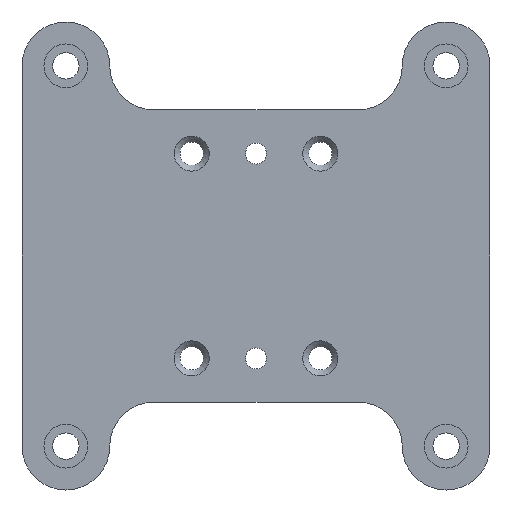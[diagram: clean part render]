
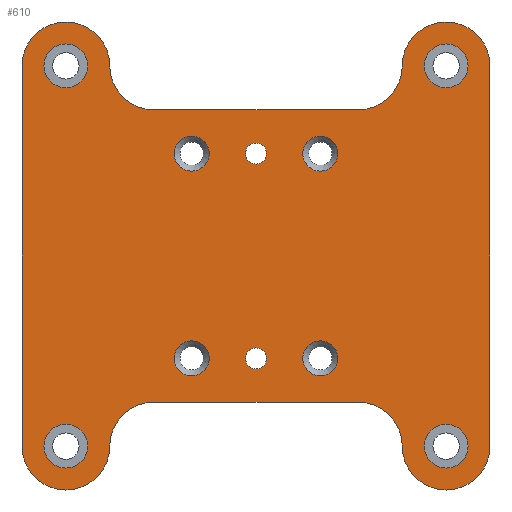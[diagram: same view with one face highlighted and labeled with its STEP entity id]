
A CAD part, left-side view. The second image highlights one B-rep face of the part: STEP entity #610.
In plain terms, the highlighted planar face has unit normal (-1, 0, 0).
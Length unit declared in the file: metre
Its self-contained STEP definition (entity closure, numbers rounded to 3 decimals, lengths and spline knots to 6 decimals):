
#20=PLANE('',#691);
#31=LINE('',#990,#51);
#36=LINE('',#1008,#56);
#41=LINE('',#1026,#61);
#46=LINE('',#1044,#66);
#51=VECTOR('',#792,1.);
#56=VECTOR('',#811,1.);
#61=VECTOR('',#830,1.);
#66=VECTOR('',#849,1.);
#128=ORIENTED_EDGE('',*,*,#260,.T.);
#129=ORIENTED_EDGE('',*,*,#261,.T.);
#130=ORIENTED_EDGE('',*,*,#262,.T.);
#131=ORIENTED_EDGE('',*,*,#263,.T.);
#132=ORIENTED_EDGE('',*,*,#264,.F.);
#133=ORIENTED_EDGE('',*,*,#265,.F.);
#134=ORIENTED_EDGE('',*,*,#266,.F.);
#135=ORIENTED_EDGE('',*,*,#267,.F.);
#136=ORIENTED_EDGE('',*,*,#224,.T.);
#137=ORIENTED_EDGE('',*,*,#258,.T.);
#138=ORIENTED_EDGE('',*,*,#255,.T.);
#139=ORIENTED_EDGE('',*,*,#252,.F.);
#140=ORIENTED_EDGE('',*,*,#249,.T.);
#141=ORIENTED_EDGE('',*,*,#246,.F.);
#142=ORIENTED_EDGE('',*,*,#243,.T.);
#143=ORIENTED_EDGE('',*,*,#240,.T.);
#144=ORIENTED_EDGE('',*,*,#237,.T.);
#145=ORIENTED_EDGE('',*,*,#234,.F.);
#146=ORIENTED_EDGE('',*,*,#231,.F.);
#147=ORIENTED_EDGE('',*,*,#228,.F.);
#148=ORIENTED_EDGE('',*,*,#220,.T.);
#149=ORIENTED_EDGE('',*,*,#222,.T.);
#220=EDGE_CURVE('',#292,#292,#352,.T.);
#222=EDGE_CURVE('',#294,#294,#354,.T.);
#224=EDGE_CURVE('',#296,#297,#356,.T.);
#228=EDGE_CURVE('',#296,#300,#358,.T.);
#231=EDGE_CURVE('',#300,#302,#31,.T.);
#234=EDGE_CURVE('',#302,#304,#360,.T.);
#237=EDGE_CURVE('',#306,#304,#362,.T.);
#240=EDGE_CURVE('',#308,#306,#36,.T.);
#243=EDGE_CURVE('',#310,#308,#364,.T.);
#246=EDGE_CURVE('',#310,#312,#366,.T.);
#249=EDGE_CURVE('',#314,#312,#41,.T.);
#252=EDGE_CURVE('',#314,#316,#368,.T.);
#255=EDGE_CURVE('',#318,#316,#370,.T.);
#258=EDGE_CURVE('',#297,#318,#46,.T.);
#260=EDGE_CURVE('',#320,#320,#372,.T.);
#261=EDGE_CURVE('',#321,#321,#373,.T.);
#262=EDGE_CURVE('',#322,#322,#374,.T.);
#263=EDGE_CURVE('',#323,#323,#375,.T.);
#264=EDGE_CURVE('',#324,#324,#376,.T.);
#265=EDGE_CURVE('',#325,#325,#377,.T.);
#266=EDGE_CURVE('',#326,#326,#378,.T.);
#267=EDGE_CURVE('',#327,#327,#379,.T.);
#292=VERTEX_POINT('',#966);
#294=VERTEX_POINT('',#971);
#296=VERTEX_POINT('',#976);
#297=VERTEX_POINT('',#977);
#300=VERTEX_POINT('',#985);
#302=VERTEX_POINT('',#991);
#304=VERTEX_POINT('',#997);
#306=VERTEX_POINT('',#1003);
#308=VERTEX_POINT('',#1009);
#310=VERTEX_POINT('',#1015);
#312=VERTEX_POINT('',#1021);
#314=VERTEX_POINT('',#1027);
#316=VERTEX_POINT('',#1033);
#318=VERTEX_POINT('',#1039);
#320=VERTEX_POINT('',#1048);
#321=VERTEX_POINT('',#1050);
#322=VERTEX_POINT('',#1052);
#323=VERTEX_POINT('',#1054);
#324=VERTEX_POINT('',#1056);
#325=VERTEX_POINT('',#1058);
#326=VERTEX_POINT('',#1060);
#327=VERTEX_POINT('',#1062);
#352=CIRCLE('',#658,0.0018);
#354=CIRCLE('',#661,0.0018);
#356=CIRCLE('',#664,0.0075);
#358=CIRCLE('',#667,0.0075);
#360=CIRCLE('',#671,0.0075);
#362=CIRCLE('',#674,0.0075);
#364=CIRCLE('',#678,0.0075);
#366=CIRCLE('',#681,0.0075);
#368=CIRCLE('',#685,0.0075);
#370=CIRCLE('',#688,0.0075);
#372=CIRCLE('',#692,0.003);
#373=CIRCLE('',#693,0.003);
#374=CIRCLE('',#694,0.003);
#375=CIRCLE('',#695,0.003);
#376=CIRCLE('',#696,0.00375);
#377=CIRCLE('',#697,0.00375);
#378=CIRCLE('',#698,0.00375);
#379=CIRCLE('',#699,0.00375);
#420=EDGE_LOOP('',(#128));
#421=EDGE_LOOP('',(#129));
#422=EDGE_LOOP('',(#130));
#423=EDGE_LOOP('',(#131));
#424=EDGE_LOOP('',(#132));
#425=EDGE_LOOP('',(#133));
#426=EDGE_LOOP('',(#134));
#427=EDGE_LOOP('',(#135));
#428=EDGE_LOOP('',(#136,#137,#138,#139,#140,#141,#142,#143,#144,#145,#146,
#147));
#429=EDGE_LOOP('',(#148));
#430=EDGE_LOOP('',(#149));
#506=FACE_BOUND('',#420,.T.);
#507=FACE_BOUND('',#421,.T.);
#508=FACE_BOUND('',#422,.T.);
#509=FACE_BOUND('',#423,.T.);
#510=FACE_BOUND('',#424,.T.);
#511=FACE_BOUND('',#425,.T.);
#512=FACE_BOUND('',#426,.T.);
#513=FACE_BOUND('',#427,.T.);
#514=FACE_BOUND('',#428,.T.);
#515=FACE_BOUND('',#429,.T.);
#516=FACE_BOUND('',#430,.T.);
#610=ADVANCED_FACE('',(#506,#507,#508,#509,#510,#511,#512,#513,#514,#515,
#516),#20,.F.);
#658=AXIS2_PLACEMENT_3D('',#965,#765,#766);
#661=AXIS2_PLACEMENT_3D('',#970,#771,#772);
#664=AXIS2_PLACEMENT_3D('',#975,#777,#778);
#667=AXIS2_PLACEMENT_3D('',#984,#785,#786);
#671=AXIS2_PLACEMENT_3D('',#996,#797,#798);
#674=AXIS2_PLACEMENT_3D('',#1002,#804,#805);
#678=AXIS2_PLACEMENT_3D('',#1014,#816,#817);
#681=AXIS2_PLACEMENT_3D('',#1020,#823,#824);
#685=AXIS2_PLACEMENT_3D('',#1032,#835,#836);
#688=AXIS2_PLACEMENT_3D('',#1038,#842,#843);
#691=AXIS2_PLACEMENT_3D('',#1046,#851,#852);
#692=AXIS2_PLACEMENT_3D('',#1047,#853,#854);
#693=AXIS2_PLACEMENT_3D('',#1049,#855,#856);
#694=AXIS2_PLACEMENT_3D('',#1051,#857,#858);
#695=AXIS2_PLACEMENT_3D('',#1053,#859,#860);
#696=AXIS2_PLACEMENT_3D('',#1055,#861,#862);
#697=AXIS2_PLACEMENT_3D('',#1057,#863,#864);
#698=AXIS2_PLACEMENT_3D('',#1059,#865,#866);
#699=AXIS2_PLACEMENT_3D('',#1061,#867,#868);
#765=DIRECTION('',(1.,0.,0.));
#766=DIRECTION('',(0.,1.,0.));
#771=DIRECTION('',(1.,0.,0.));
#772=DIRECTION('',(0.,1.,0.));
#777=DIRECTION('',(1.,0.,0.));
#778=DIRECTION('',(0.,1.,0.));
#785=DIRECTION('',(1.,0.,0.));
#786=DIRECTION('',(0.,1.,0.));
#792=DIRECTION('',(0.,0.,-1.));
#797=DIRECTION('',(1.,0.,0.));
#798=DIRECTION('',(0.,1.,0.));
#804=DIRECTION('',(1.,0.,0.));
#805=DIRECTION('',(0.,1.,0.));
#811=DIRECTION('',(0.,-1.,0.));
#816=DIRECTION('',(1.,0.,0.));
#817=DIRECTION('',(0.,1.,0.));
#823=DIRECTION('',(1.,0.,0.));
#824=DIRECTION('',(0.,1.,0.));
#830=DIRECTION('',(0.,0.,-1.));
#835=DIRECTION('',(1.,0.,0.));
#836=DIRECTION('',(0.,1.,0.));
#842=DIRECTION('',(1.,0.,0.));
#843=DIRECTION('',(0.,1.,0.));
#849=DIRECTION('',(0.,1.,0.));
#851=DIRECTION('',(1.,0.,0.));
#852=DIRECTION('',(0.,1.,0.));
#853=DIRECTION('',(1.,0.,0.));
#854=DIRECTION('',(0.,1.,0.));
#855=DIRECTION('',(1.,0.,0.));
#856=DIRECTION('',(0.,1.,0.));
#857=DIRECTION('',(1.,0.,0.));
#858=DIRECTION('',(0.,1.,0.));
#859=DIRECTION('',(1.,0.,0.));
#860=DIRECTION('',(0.,1.,0.));
#861=DIRECTION('',(-1.,0.,0.));
#862=DIRECTION('',(0.,-1.,0.));
#863=DIRECTION('',(-1.,0.,0.));
#864=DIRECTION('',(0.,-1.,0.));
#865=DIRECTION('',(-1.,0.,0.));
#866=DIRECTION('',(0.,-1.,0.));
#867=DIRECTION('',(-1.,0.,0.));
#868=DIRECTION('',(0.,-1.,0.));
#965=CARTESIAN_POINT('',(0.061,0.053283,-0.006302));
#966=CARTESIAN_POINT('',(0.061,0.055083,-0.006302));
#970=CARTESIAN_POINT('',(0.061,0.053283,0.028698));
#971=CARTESIAN_POINT('',(0.061,0.055083,0.028698));
#975=CARTESIAN_POINT('',(0.061,0.035783,0.043698));
#976=CARTESIAN_POINT('',(0.061,0.028283,0.043698));
#977=CARTESIAN_POINT('',(0.061,0.035783,0.036198));
#984=CARTESIAN_POINT('',(0.061,0.020783,0.043698));
#985=CARTESIAN_POINT('',(0.061,0.013283,0.043698));
#990=CARTESIAN_POINT('',(0.061,0.013283,0.011198));
#991=CARTESIAN_POINT('',(0.061,0.013283,-0.021302));
#996=CARTESIAN_POINT('',(0.061,0.020783,-0.021302));
#997=CARTESIAN_POINT('',(0.061,0.028283,-0.021302));
#1002=CARTESIAN_POINT('',(0.061,0.035783,-0.021302));
#1003=CARTESIAN_POINT('',(0.061,0.035783,-0.013802));
#1008=CARTESIAN_POINT('',(0.061,0.053283,-0.013802));
#1009=CARTESIAN_POINT('',(0.061,0.070783,-0.013802));
#1014=CARTESIAN_POINT('',(0.061,0.070783,-0.021302));
#1015=CARTESIAN_POINT('',(0.061,0.078283,-0.021302));
#1020=CARTESIAN_POINT('',(0.061,0.085783,-0.021302));
#1021=CARTESIAN_POINT('',(0.061,0.093283,-0.021302));
#1026=CARTESIAN_POINT('',(0.061,0.093283,0.011198));
#1027=CARTESIAN_POINT('',(0.061,0.093283,0.043698));
#1032=CARTESIAN_POINT('',(0.061,0.085783,0.043698));
#1033=CARTESIAN_POINT('',(0.061,0.078283,0.043698));
#1038=CARTESIAN_POINT('',(0.061,0.070783,0.043698));
#1039=CARTESIAN_POINT('',(0.061,0.070783,0.036198));
#1044=CARTESIAN_POINT('',(0.061,0.053283,0.036198));
#1046=CARTESIAN_POINT('',(0.061,0.058283,0.011198));
#1047=CARTESIAN_POINT('',(0.061,0.042283,-0.006302));
#1048=CARTESIAN_POINT('',(0.061,0.045283,-0.006302));
#1049=CARTESIAN_POINT('',(0.061,0.042283,0.028698));
#1050=CARTESIAN_POINT('',(0.061,0.045283,0.028698));
#1051=CARTESIAN_POINT('',(0.061,0.064283,0.028698));
#1052=CARTESIAN_POINT('',(0.061,0.067283,0.028698));
#1053=CARTESIAN_POINT('',(0.061,0.064283,-0.006302));
#1054=CARTESIAN_POINT('',(0.061,0.067283,-0.006302));
#1055=CARTESIAN_POINT('',(0.061,0.020783,0.043698));
#1056=CARTESIAN_POINT('',(0.061,0.017033,0.043698));
#1057=CARTESIAN_POINT('',(0.061,0.085783,0.043698));
#1058=CARTESIAN_POINT('',(0.061,0.082033,0.043698));
#1059=CARTESIAN_POINT('',(0.061,0.085783,-0.021302));
#1060=CARTESIAN_POINT('',(0.061,0.082033,-0.021302));
#1061=CARTESIAN_POINT('',(0.061,0.020783,-0.021302));
#1062=CARTESIAN_POINT('',(0.061,0.017033,-0.021302));
